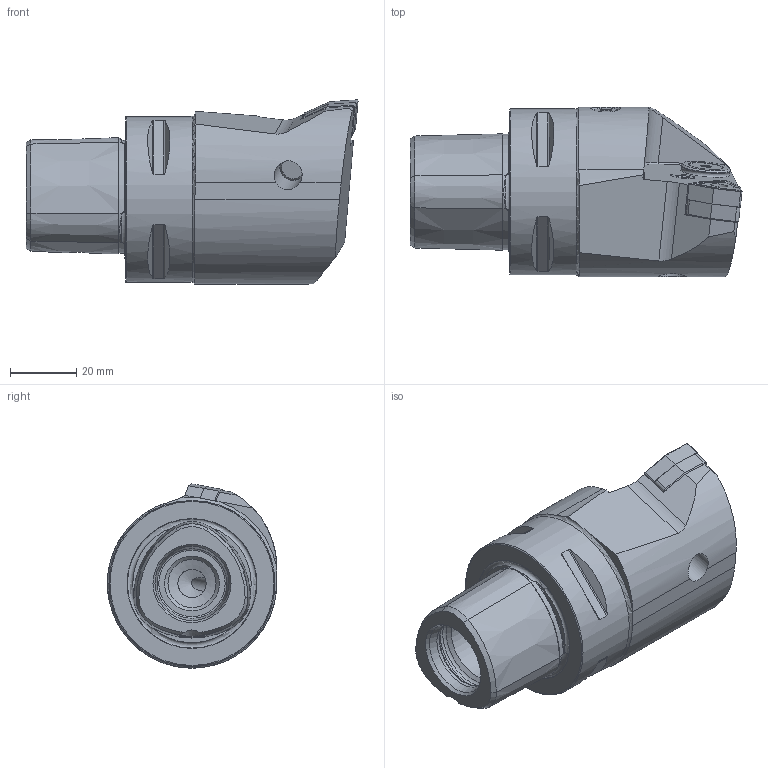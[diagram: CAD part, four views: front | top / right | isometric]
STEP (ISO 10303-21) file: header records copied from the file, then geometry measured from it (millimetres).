
FILE_DESCRIPTION (( 'STEP AP203' ), '1' );
FILE_NAME ('PS5-PWE.LLX.070-HP-90.STEP', '2021-07-21T11:04:30', ( '' ), ( '' ), 'SwSTEP 2.0', 'SolidWorks 2017', '' );
FILE_SCHEMA (( 'CONFIG_CONTROL_DESIGN' ));
Length unit declared in the file: millimetre
Products named in the file (13): PS5-PWE.LLX.070-HP-90; ISO 8752 2x8; CHP-ER1.008.014_A; WCD-ER1.101.000; CHP-ER1.015.006_A; PS5-PWE.LLX.070-HP-90_A; WDF-ER3.101.000_A; WWE-ER2.101.004_A; WCD-ER4.101.017_A; DIN 3771 - 13x1; DIN 7991 - M5x15; WNMG080404; CHP-ER1.015.006
Assembly tree (12 placements, depth 3):
  PS5-PWE.LLX.070-HP-90
    PS5-PWE.LLX.070-HP-90_A
    WWE-ER2.101.004_A
    WNMG080404
    WDF-ER3.101.000_A
    WCD-ER4.101.017_A
    WCD-ER1.101.000
    ISO 8752 2x8
    CHP-ER1.015.006
      CHP-ER1.015.006_A
      DIN 3771 - 13x1
      DIN 7991 - M5x15
    CHP-ER1.008.014_A
Bounding box: 100 x 51 x 55.5 mm (x, y, z)
Volume: 130975.6 mm3; surface area: 27349 mm2
Topology: 11 solids, 11 shells, 348 faces, 841 edges, 516 vertices
Faces by surface type: plane 144, cone 87, cylinder 72, torus 27, bspline 18
Full cylindrical faces by diameter (mm): 2 x1, 2.5 x1, 3 x1, 3.55 x1, 4 x1, 4.2 x3, 4.7 x1, 5 x2, 5.16 x1, 5.2 x1, 5.5 x1, 6.1 x2, 6.4 x1, 6.7 x1, 7 x2, 7.8 x1, 7.9 x2, 8 x2, 8.4 x1, 8.5 x1, 10 x1, 13.4 x1, 14.5 x1, 15 x4, 21 x2, 24 x1, 50 x1
Entity records: 11958 total; most frequent: CARTESIAN_POINT 3326, DIRECTION 1462, ORIENTED_EDGE 1424, EDGE_CURVE 712, AXIS2_PLACEMENT_3D 580, VERTEX_POINT 486, EDGE_LOOP 466, FACE_OUTER_BOUND 397
